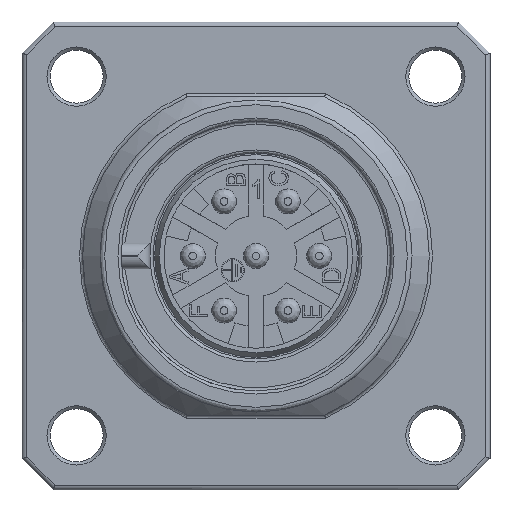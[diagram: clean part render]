
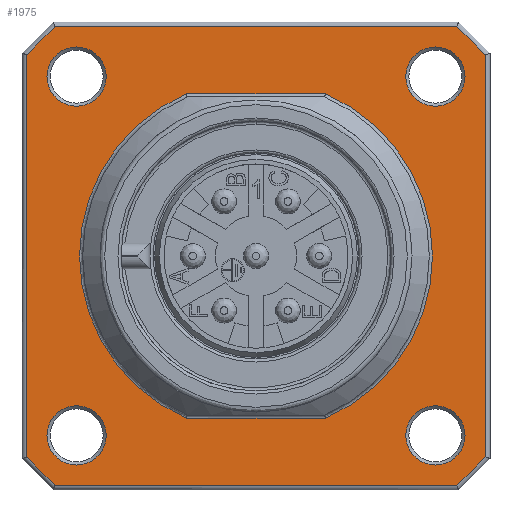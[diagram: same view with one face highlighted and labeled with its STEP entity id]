
A CAD part, left-side view. The second image highlights one B-rep face of the part: STEP entity #1975.
In plain terms, the highlighted planar face has unit normal (-1, 0, 0).
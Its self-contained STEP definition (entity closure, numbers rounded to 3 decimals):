
#812=LINE('',#11591,#1258);
#816=LINE('',#11642,#1262);
#817=LINE('',#11679,#1263);
#818=LINE('',#11682,#1264);
#819=LINE('',#11684,#1265);
#820=LINE('',#11686,#1266);
#821=LINE('',#11688,#1267);
#822=LINE('',#11690,#1268);
#823=LINE('',#11692,#1269);
#824=LINE('',#11694,#1270);
#1258=VECTOR('',#8579,1.);
#1262=VECTOR('',#8593,1.);
#1263=VECTOR('',#8608,1.);
#1264=VECTOR('',#8609,1.);
#1265=VECTOR('',#8610,1.);
#1266=VECTOR('',#8611,1.);
#1267=VECTOR('',#8612,1.);
#1268=VECTOR('',#8613,1.);
#1269=VECTOR('',#8614,1.);
#1270=VECTOR('',#8615,1.);
#1975=ADVANCED_FACE('3-0-8',(#2572,#2573,#2574,#2575,#2576,#2577),#2340,
 .T.);
#2340=PLANE('',#7372);
#2572=FACE_BOUND('',#3007,.T.);
#2573=FACE_BOUND('',#3008,.T.);
#2574=FACE_BOUND('',#3009,.T.);
#2575=FACE_BOUND('',#3010,.T.);
#2576=FACE_BOUND('',#3011,.T.);
#2577=FACE_BOUND('',#3012,.T.);
#3007=EDGE_LOOP('',(#4321));
#3008=EDGE_LOOP('',(#4322));
#3009=EDGE_LOOP('',(#4323));
#3010=EDGE_LOOP('',(#4324));
#3011=EDGE_LOOP('',(#4325,#4326,#4327,#4328));
#3012=EDGE_LOOP('',(#4329,#4330,#4331,#4332,#4333,#4334,#4335,#4336));
#4321=ORIENTED_EDGE('',*,*,#6384,.T.);
#4322=ORIENTED_EDGE('',*,*,#6385,.T.);
#4323=ORIENTED_EDGE('',*,*,#6386,.T.);
#4324=ORIENTED_EDGE('',*,*,#6387,.T.);
#4325=ORIENTED_EDGE('',*,*,#6381,.T.);
#4326=ORIENTED_EDGE('',*,*,#6382,.T.);
#4327=ORIENTED_EDGE('',*,*,#6372,.T.);
#4328=ORIENTED_EDGE('',*,*,#6376,.T.);
#4329=ORIENTED_EDGE('',*,*,#6388,.T.);
#4330=ORIENTED_EDGE('',*,*,#6389,.T.);
#4331=ORIENTED_EDGE('',*,*,#6390,.T.);
#4332=ORIENTED_EDGE('',*,*,#6391,.T.);
#4333=ORIENTED_EDGE('',*,*,#6392,.T.);
#4334=ORIENTED_EDGE('',*,*,#6393,.T.);
#4335=ORIENTED_EDGE('',*,*,#6394,.T.);
#4336=ORIENTED_EDGE('',*,*,#6395,.T.);
#5554=VERTEX_POINT('',#11590);
#5555=VERTEX_POINT('',#11592);
#5557=VERTEX_POINT('',#11604);
#5559=VERTEX_POINT('',#11641);
#5560=VERTEX_POINT('',#11672);
#5561=VERTEX_POINT('',#11674);
#5562=VERTEX_POINT('',#11676);
#5563=VERTEX_POINT('',#11678);
#5564=VERTEX_POINT('',#11680);
#5565=VERTEX_POINT('',#11681);
#5566=VERTEX_POINT('',#11683);
#5567=VERTEX_POINT('',#11685);
#5568=VERTEX_POINT('',#11687);
#5569=VERTEX_POINT('',#11689);
#5570=VERTEX_POINT('',#11691);
#5571=VERTEX_POINT('',#11693);
#6372=EDGE_CURVE('',#5555,#5554,#812,.T.);
#6376=EDGE_CURVE('',#5554,#5557,#6938,.T.);
#6381=EDGE_CURVE('',#5557,#5559,#816,.T.);
#6382=EDGE_CURVE('',#5559,#5555,#6939,.T.);
#6384=EDGE_CURVE('',#5560,#5560,#6941,.T.);
#6385=EDGE_CURVE('',#5561,#5561,#6942,.T.);
#6386=EDGE_CURVE('',#5562,#5562,#6943,.T.);
#6387=EDGE_CURVE('',#5563,#5563,#6944,.T.);
#6388=EDGE_CURVE('',#5564,#5565,#817,.T.);
#6389=EDGE_CURVE('',#5565,#5566,#818,.T.);
#6390=EDGE_CURVE('',#5566,#5567,#819,.T.);
#6391=EDGE_CURVE('',#5567,#5568,#820,.T.);
#6392=EDGE_CURVE('',#5568,#5569,#821,.T.);
#6393=EDGE_CURVE('',#5569,#5570,#822,.T.);
#6394=EDGE_CURVE('',#5570,#5571,#823,.T.);
#6395=EDGE_CURVE('',#5571,#5564,#824,.T.);
#6938=CIRCLE('',#7362,11.31);
#6939=CIRCLE('',#7366,11.31);
#6941=CIRCLE('',#7368,1.9);
#6942=CIRCLE('',#7369,1.9);
#6943=CIRCLE('',#7370,1.9);
#6944=CIRCLE('',#7371,1.9);
#7362=AXIS2_PLACEMENT_3D('',#11605,#8584,#8585);
#7366=AXIS2_PLACEMENT_3D('',#11644,#8596,#8597);
#7368=AXIS2_PLACEMENT_3D('',#11671,#8600,#8601);
#7369=AXIS2_PLACEMENT_3D('',#11673,#8602,#8603);
#7370=AXIS2_PLACEMENT_3D('',#11675,#8604,#8605);
#7371=AXIS2_PLACEMENT_3D('',#11677,#8606,#8607);
#7372=AXIS2_PLACEMENT_3D('',#11695,#8616,#8617);
#8579=DIRECTION('',(0.,1.,0.));
#8584=DIRECTION('',(1.,0.,0.));
#8585=DIRECTION('',(0.,0.393,-0.92));
#8593=DIRECTION('',(0.,-1.,0.));
#8596=DIRECTION('',(1.,0.,0.));
#8597=DIRECTION('',(0.,-0.393,0.92));
#8600=DIRECTION('',(1.,0.,0.));
#8601=DIRECTION('',(0.,0.,1.));
#8602=DIRECTION('',(1.,0.,0.));
#8603=DIRECTION('',(0.,0.,1.));
#8604=DIRECTION('',(1.,0.,0.));
#8605=DIRECTION('',(0.,0.,1.));
#8606=DIRECTION('',(1.,0.,0.));
#8607=DIRECTION('',(0.,0.,1.));
#8608=DIRECTION('',(0.,-0.707,0.707));
#8609=DIRECTION('',(0.,0.,1.));
#8610=DIRECTION('',(0.,0.707,0.707));
#8611=DIRECTION('',(0.,1.,0.));
#8612=DIRECTION('',(0.,0.707,-0.707));
#8613=DIRECTION('',(0.,0.,-1.));
#8614=DIRECTION('',(0.,-0.707,-0.707));
#8615=DIRECTION('',(0.,-1.,0.));
#8616=DIRECTION('',(-1.,0.,0.));
#8617=DIRECTION('',(0.,0.,-1.));
#11590=CARTESIAN_POINT('',(-14.334,2.768,4.749));
#11591=CARTESIAN_POINT('',(-14.334,-6.122,4.749));
#11592=CARTESIAN_POINT('',(-14.334,-6.122,4.749));
#11604=CARTESIAN_POINT('',(-14.334,2.768,25.549));
#11605=CARTESIAN_POINT('',(-14.334,-1.677,15.149));
#11641=CARTESIAN_POINT('',(-14.334,-6.122,25.549));
#11642=CARTESIAN_POINT('',(-14.334,2.768,25.549));
#11644=CARTESIAN_POINT('',(-14.334,-1.677,15.149));
#11671=CARTESIAN_POINT('',(-14.334,-13.177,26.649));
#11672=CARTESIAN_POINT('',(-14.334,-13.177,28.549));
#11673=CARTESIAN_POINT('',(-14.334,9.823,26.649));
#11674=CARTESIAN_POINT('',(-14.334,9.823,28.549));
#11675=CARTESIAN_POINT('',(-14.334,-13.177,3.649));
#11676=CARTESIAN_POINT('',(-14.334,-13.177,5.549));
#11677=CARTESIAN_POINT('',(-14.334,9.823,3.649));
#11678=CARTESIAN_POINT('',(-14.334,9.823,5.549));
#11679=CARTESIAN_POINT('',(-14.334,-14.553,0.449));
#11680=CARTESIAN_POINT('',(-14.334,-14.553,0.449));
#11681=CARTESIAN_POINT('',(-14.334,-16.377,2.274));
#11682=CARTESIAN_POINT('',(-14.334,-16.377,2.274));
#11683=CARTESIAN_POINT('',(-14.334,-16.377,28.025));
#11684=CARTESIAN_POINT('',(-14.334,-16.377,28.025));
#11685=CARTESIAN_POINT('',(-14.334,-14.553,29.849));
#11686=CARTESIAN_POINT('',(-14.334,-14.553,29.849));
#11687=CARTESIAN_POINT('',(-14.334,11.199,29.849));
#11688=CARTESIAN_POINT('',(-14.334,11.199,29.849));
#11689=CARTESIAN_POINT('',(-14.334,13.023,28.025));
#11690=CARTESIAN_POINT('',(-14.334,13.023,28.025));
#11691=CARTESIAN_POINT('',(-14.334,13.023,2.274));
#11692=CARTESIAN_POINT('',(-14.334,13.023,2.274));
#11693=CARTESIAN_POINT('',(-14.334,11.199,0.449));
#11694=CARTESIAN_POINT('',(-14.334,11.199,0.449));
#11695=CARTESIAN_POINT('',(-14.334,14.083,30.909));
